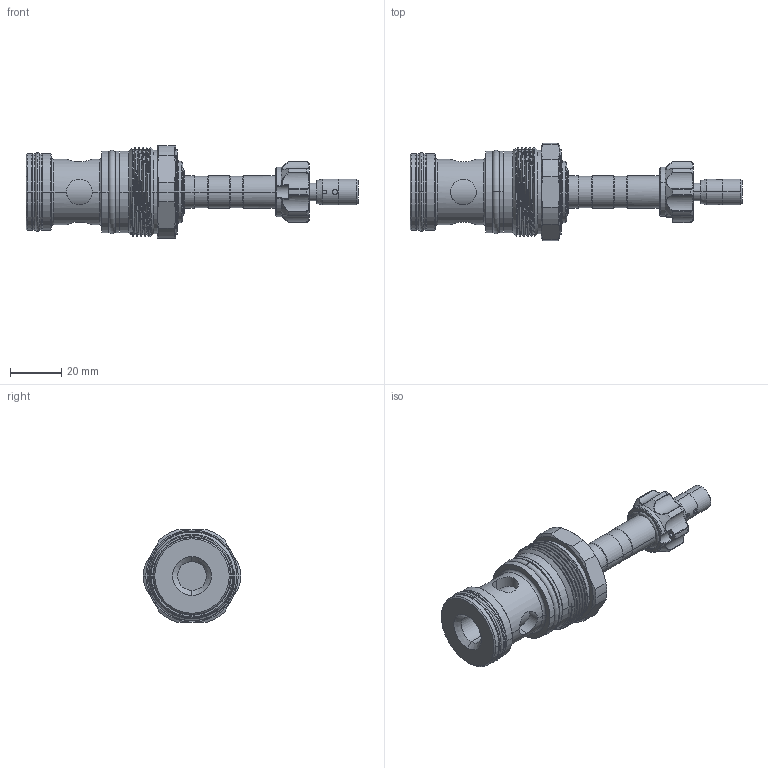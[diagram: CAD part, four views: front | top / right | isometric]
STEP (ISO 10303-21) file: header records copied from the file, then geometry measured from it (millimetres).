
FILE_DESCRIPTION (( 'STEP AP203' ), '1' );
FILE_NAME ('EP35MV2A32T05.STEP', '2020-04-16T05:32:06', ( '' ), ( '' ), 'SwSTEP 2.0', 'SolidWorks 2018', '' );
FILE_SCHEMA (( 'CONFIG_CONTROL_DESIGN' ));
Length unit declared in the file: millimetre
Products named in the file (1): EP35MV2A32T05
Bounding box: 129.4 x 37.9 x 36 mm (x, y, z)
Volume: 52191.2 mm3; surface area: 16351.2 mm2
Topology: 4 solids, 4 shells, 321 faces, 744 edges, 454 vertices
Faces by surface type: cylinder 149, cone 55, torus 43, plane 37, bspline 37
Entity records: 13663 total; most frequent: CARTESIAN_POINT 6579, ORIENTED_EDGE 1484, DIRECTION 1457, EDGE_CURVE 742, AXIS2_PLACEMENT_3D 631, VERTEX_POINT 454, EDGE_LOOP 354, CIRCLE 346
